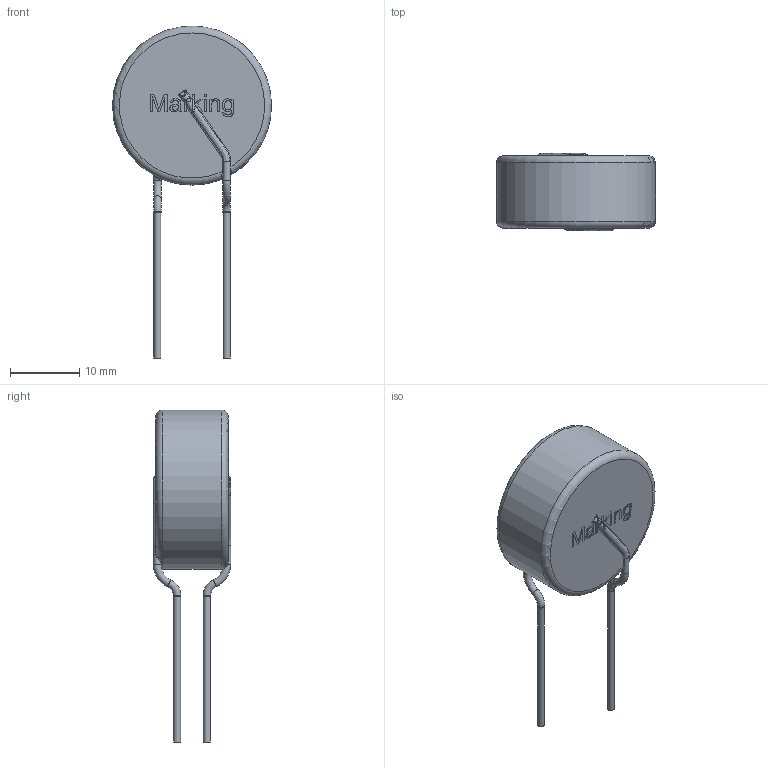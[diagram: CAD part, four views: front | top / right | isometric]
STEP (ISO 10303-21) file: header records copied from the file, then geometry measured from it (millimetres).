
FILE_DESCRIPTION(/* description */ ('Unknown'),/* implementation_level */ '2;1');
FILE_NAME(/* name */ '820x26811',/* time_stamp */ '2020-04-23T14:18:19+02:00',/* author */ ('Unknown'),/* organization */ ('Unknown'),/* preprocessor_version */ 'ST-DEVELOPER v16.7',/* originating_system */ 'DEX',/* authorisation */ $);
FILE_SCHEMA (('AUTOMOTIVE_DESIGN {1 0 10303 214 3 1 1}'));
Length unit declared in the file: millimetre
Products named in the file (1): 820x26811
Bounding box: 23 x 11.2 x 48 mm (x, y, z)
Volume: 4384.7 mm3; surface area: 1712.4 mm2
Topology: 1 solids, 1 shells, 162 faces, 448 edges, 292 vertices
Faces by surface type: plane 74, bspline 68, cylinder 12, torus 8
Full cylindrical faces by diameter (mm): 1 x2, 1.1 x2, 23 x1
Entity records: 9760 total; most frequent: CARTESIAN_POINT 5272, ORIENTED_EDGE 832, DIRECTION 417, EDGE_CURVE 416, VERTEX_POINT 280, B_SPLINE_CURVE_WITH_KNOTS 221, EDGE_LOOP 186, FACE_BOUND 186
